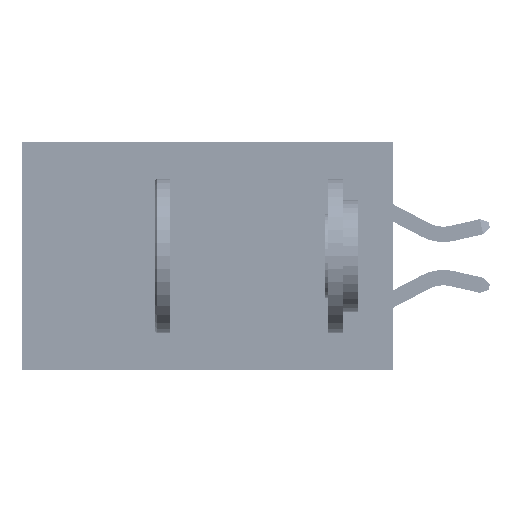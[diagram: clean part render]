
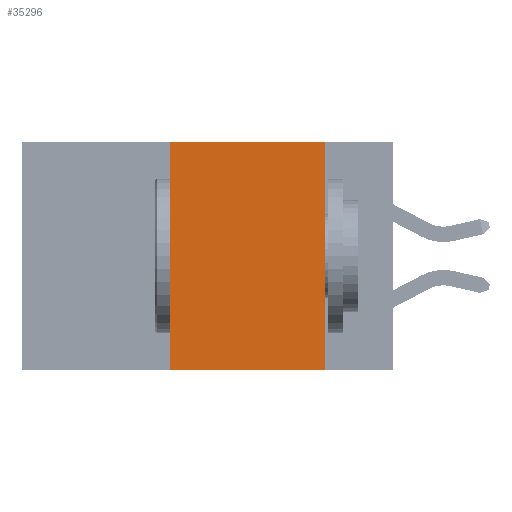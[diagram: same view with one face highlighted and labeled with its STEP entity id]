
A CAD part, left-side view. The second image highlights one B-rep face of the part: STEP entity #35296.
In plain terms, the highlighted planar face has unit normal (-1, 0, 0).
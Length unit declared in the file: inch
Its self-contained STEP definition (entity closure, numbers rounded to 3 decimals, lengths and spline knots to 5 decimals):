
#900 = LINE ( 'NONE', #52345, #13661 ) ;
#2128 = VECTOR ( 'NONE', #23510, 39.37008 ) ;
#2131 = EDGE_LOOP ( 'NONE', ( #31563, #28265, #2887, #25331 ) ) ;
#2410 = VERTEX_POINT ( 'NONE', #41303 ) ;
#2503 = LINE ( 'NONE', #24208, #48461 ) ;
#2887 = ORIENTED_EDGE ( 'NONE', *, *, #46183, .F. ) ;
#6815 = PLANE ( 'NONE',  #31620 ) ;
#6959 = VERTEX_POINT ( 'NONE', #48518 ) ;
#7898 = FACE_OUTER_BOUND ( 'NONE', #2131, .T. ) ;
#8516 = LINE ( 'NONE', #52550, #2128 ) ;
#13661 = VECTOR ( 'NONE', #48416, 39.37008 ) ;
#14745 = DIRECTION ( 'NONE',  ( 0., 0., -1. ) ) ;
#15031 = DIRECTION ( 'NONE',  ( 1., 0., 0. ) ) ;
#20407 = DIRECTION ( 'NONE',  ( 0., -1., 0. ) ) ;
#23003 = CARTESIAN_POINT ( 'NONE',  ( 0., 0.11, -0.37 ) ) ;
#23510 = DIRECTION ( 'NONE',  ( 0., -1., 0. ) ) ;
#24208 = CARTESIAN_POINT ( 'NONE',  ( 0., 0.6, 0. ) ) ;
#24993 = VECTOR ( 'NONE', #14745, 39.37008 ) ;
#25331 = ORIENTED_EDGE ( 'NONE', *, *, #45634, .T. ) ;
#28265 = ORIENTED_EDGE ( 'NONE', *, *, #52428, .F. ) ;
#31312 = CARTESIAN_POINT ( 'NONE',  ( 0., 0.11, 0. ) ) ;
#31563 = ORIENTED_EDGE ( 'NONE', *, *, #44144, .F. ) ;
#31620 = AXIS2_PLACEMENT_3D ( 'NONE', #44070, #15031, #36014 ) ;
#35296 = ADVANCED_FACE ( 'NONE', ( #7898 ), #6815, .F. ) ;
#36014 = DIRECTION ( 'NONE',  ( 0., 0., -1. ) ) ;
#36114 = VERTEX_POINT ( 'NONE', #47777 ) ;
#41303 = CARTESIAN_POINT ( 'NONE',  ( 0., 0.36, -0.37 ) ) ;
#44070 = CARTESIAN_POINT ( 'NONE',  ( 0., 0.6, 0. ) ) ;
#44144 = EDGE_CURVE ( 'NONE', #6959, #48611, #49837, .T. ) ;
#45634 = EDGE_CURVE ( 'NONE', #2410, #48611, #8516, .T. ) ;
#46183 = EDGE_CURVE ( 'NONE', #2410, #36114, #900, .T. ) ;
#47777 = CARTESIAN_POINT ( 'NONE',  ( 0., 0.36, 0. ) ) ;
#48416 = DIRECTION ( 'NONE',  ( 0., 0., 1. ) ) ;
#48461 = VECTOR ( 'NONE', #20407, 39.37008 ) ;
#48518 = CARTESIAN_POINT ( 'NONE',  ( 0., 0.11, 0. ) ) ;
#48611 = VERTEX_POINT ( 'NONE', #23003 ) ;
#49837 = LINE ( 'NONE', #31312, #24993 ) ;
#52345 = CARTESIAN_POINT ( 'NONE',  ( 0., 0.36, 0. ) ) ;
#52428 = EDGE_CURVE ( 'NONE', #36114, #6959, #2503, .T. ) ;
#52550 = CARTESIAN_POINT ( 'NONE',  ( 0., 0.6, -0.37 ) ) ;
